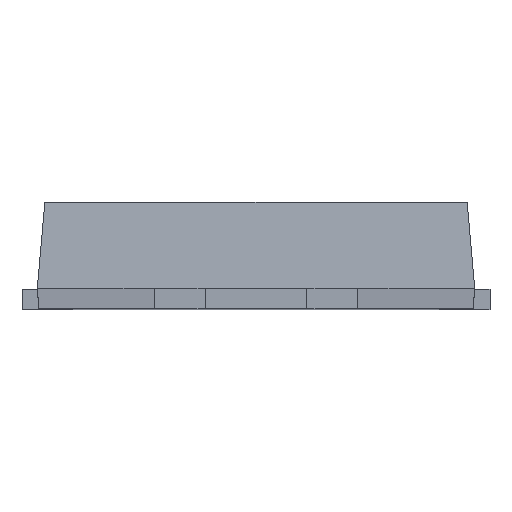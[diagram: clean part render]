
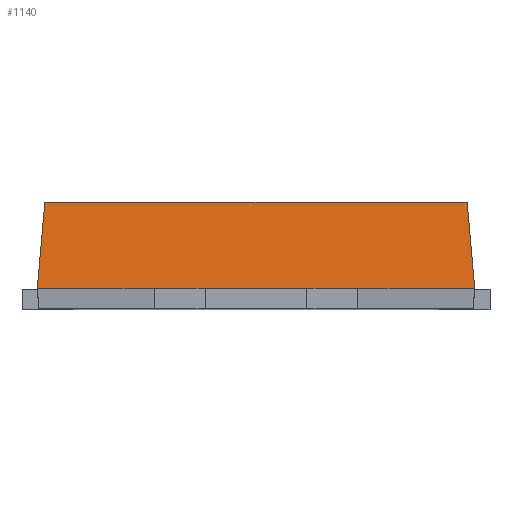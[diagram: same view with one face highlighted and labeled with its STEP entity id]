
A CAD part, top view. The second image highlights one B-rep face of the part: STEP entity #1140.
In plain terms, the highlighted planar face has unit normal (0, 0.087, 0.996).
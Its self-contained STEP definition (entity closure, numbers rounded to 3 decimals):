
#14 = EDGE_CURVE ( 'Defeatured_0_10+Defeatured_0_6+Defeatured_0_5+Defeatured_0_7', #880, #1021, #522, .T. ) ;
#58 = CARTESIAN_POINT ( 'NONE',  ( 2.15, 0.2, 2.39 ) ) ;
#64 = CARTESIAN_POINT ( 'NONE',  ( 2.15, 1.05, 2.316 ) ) ;
#135 = ORIENTED_EDGE ( 'NONE', *, *, #1348, .F. ) ;
#161 = CARTESIAN_POINT ( 'NONE',  ( 1., 0.2, 2.39 ) ) ;
#194 = VECTOR ( 'NONE', #544, 1000. ) ;
#195 = LINE ( 'NONE', #58, #463 ) ;
#196 = CARTESIAN_POINT ( 'NONE',  ( 2.15, 0.2, 2.39 ) ) ;
#221 = DIRECTION ( 'NONE',  ( 0.087, -0.992, 0.087 ) ) ;
#237 = EDGE_CURVE ( 'Defeatured_0_10+Defeatured_0_33+Defeatured_0_32+Defeatured_0_5', #1103, #590, #260, .T. ) ;
#257 = ORIENTED_EDGE ( 'NONE', *, *, #400, .T. ) ;
#260 = LINE ( 'NONE', #588, #543 ) ;
#400 = EDGE_CURVE ( 'Defeatured_0_10+Defeatured_0_5+Defeatured_0_33+Defeatured_0_6', #590, #880, #1584, .T. ) ;
#419 = CARTESIAN_POINT ( 'NONE',  ( 2.15, 0.2, 2.39 ) ) ;
#425 = DIRECTION ( 'NONE',  ( 1., 0., 0. ) ) ;
#461 = VECTOR ( 'NONE', #1451, 1000. ) ;
#463 = VECTOR ( 'NONE', #425, 1000. ) ;
#522 = LINE ( 'NONE', #652, #194 ) ;
#543 = VECTOR ( 'NONE', #939, 1000. ) ;
#544 = DIRECTION ( 'NONE',  ( 1., 0., 0. ) ) ;
#553 = DIRECTION ( 'NONE',  ( 0., 0.087, 0.996 ) ) ;
#577 = CARTESIAN_POINT ( 'NONE',  ( 2.15, 0.2, 2.39 ) ) ;
#588 = CARTESIAN_POINT ( 'NONE',  ( -2.118, 0.571, 2.358 ) ) ;
#590 = VERTEX_POINT ( 'NONE', #1448 ) ;
#624 = LINE ( 'NONE', #64, #461 ) ;
#631 = ORIENTED_EDGE ( 'NONE', *, *, #1480, .T. ) ;
#652 = CARTESIAN_POINT ( 'NONE',  ( 2.15, 0.2, 2.39 ) ) ;
#693 = ORIENTED_EDGE ( 'NONE', *, *, #237, .T. ) ;
#698 = CARTESIAN_POINT ( 'NONE',  ( -1., 0.2, 2.39 ) ) ;
#734 = EDGE_CURVE ( 'Defeatured_0_31+Defeatured_0_10+Defeatured_0_32+Defeatured_0_9', #999, #1327, #1075, .T. ) ;
#749 = FACE_OUTER_BOUND ( 'NONE', #1138, .T. ) ;
#752 = CARTESIAN_POINT ( 'NONE',  ( 2.076, 1.05, 2.316 ) ) ;
#815 = ORIENTED_EDGE ( 'NONE', *, *, #14, .T. ) ;
#880 = VERTEX_POINT ( 'NONE', #698 ) ;
#939 = DIRECTION ( 'NONE',  ( -0.087, -0.992, 0.087 ) ) ;
#999 = VERTEX_POINT ( 'NONE', #752 ) ;
#1021 = VERTEX_POINT ( 'NONE', #161 ) ;
#1075 = LINE ( 'NONE', #419, #1469 ) ;
#1103 = VERTEX_POINT ( 'NONE', #1252 ) ;
#1138 = EDGE_LOOP ( 'NONE', ( #257, #815, #631, #1179, #135, #693 ) ) ;
#1140 = ADVANCED_FACE ( 'Defeatured_0_10', ( #749 ), #1169, .T. ) ;
#1169 = PLANE ( 'NONE',  #1417 ) ;
#1179 = ORIENTED_EDGE ( 'NONE', *, *, #734, .F. ) ;
#1222 = VECTOR ( 'NONE', #1441, 1000. ) ;
#1252 = CARTESIAN_POINT ( 'NONE',  ( -2.076, 1.05, 2.316 ) ) ;
#1327 = VERTEX_POINT ( 'NONE', #196 ) ;
#1348 = EDGE_CURVE ( 'Defeatured_0_32+Defeatured_0_10+Defeatured_0_33+Defeatured_0_31', #1103, #999, #624, .T. ) ;
#1417 = AXIS2_PLACEMENT_3D ( 'NONE', #577, #553, #1546 ) ;
#1441 = DIRECTION ( 'NONE',  ( 1., 0., 0. ) ) ;
#1448 = CARTESIAN_POINT ( 'NONE',  ( -2.15, 0.2, 2.39 ) ) ;
#1451 = DIRECTION ( 'NONE',  ( 1., 0., 0. ) ) ;
#1469 = VECTOR ( 'NONE', #221, 1000. ) ;
#1480 = EDGE_CURVE ( 'Defeatured_0_10+Defeatured_0_7+Defeatured_0_6+Defeatured_0_31', #1021, #1327, #195, .T. ) ;
#1546 = DIRECTION ( 'NONE',  ( 0., 0.996, -0.087 ) ) ;
#1560 = CARTESIAN_POINT ( 'NONE',  ( 2.15, 0.2, 2.39 ) ) ;
#1584 = LINE ( 'NONE', #1560, #1222 ) ;
